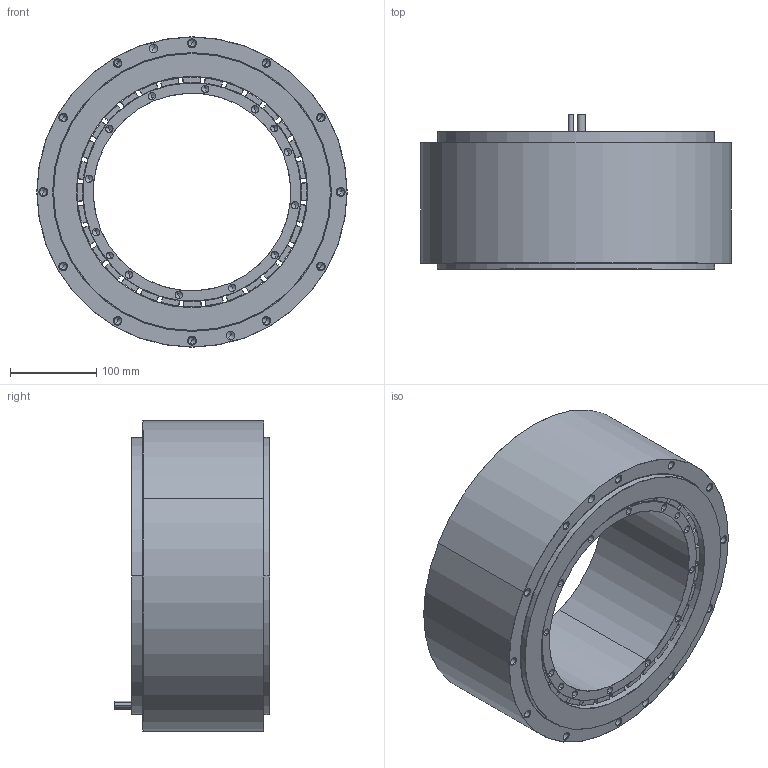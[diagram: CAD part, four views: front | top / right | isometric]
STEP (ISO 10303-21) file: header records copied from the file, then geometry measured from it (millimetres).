
FILE_DESCRIPTION (( 'STEP AP203' ), '1' );
FILE_NAME ('Íâ·¢model.STEP', '2024-03-07T03:29:10', ( '' ), ( '' ), 'SwSTEP 2.0', 'SolidWorks 2020', '' );
FILE_SCHEMA (( 'CONFIG_CONTROL_DESIGN' ));
Length unit declared in the file: millimetre
Products named in the file (7): 俋楷model;  迈为定制-磁钢1（不同半径圆弧）-140-P;  迈为定制-内转子-壳体-140-P;  迈为定制-内转子-配合-140-P;  迈为定制-外定子-灌胶-140-P;  迈为定制-外定子-外圈-140-P;  迈为定制-外圈铁芯-配合-140-P
Assembly tree (69 placements, depth 3):
  俋楷model
     迈为定制-外定子-灌胶-140-P
     迈为定制-外圈铁芯-配合-140-P
       迈为定制-外定子-外圈-140-P
     迈为定制-内转子-配合-140-P
       迈为定制-内转子-壳体-140-P
       迈为定制-磁钢1（不同半径圆弧）-140-P  x64
Bounding box: 360 x 180 x 360 mm (x, y, z)
Volume: 8663474.7 mm3; surface area: 1225100.1 mm2
Topology: 67 solids, 67 shells, 2211 faces, 4868 edges, 2485 vertices
Faces by surface type: cylinder 849, sphere 640, plane 268, torus 256, cone 198
Entity records: 12807 total; most frequent: DIRECTION 2092, CARTESIAN_POINT 1749, ORIENTED_EDGE 1558, AXIS2_PLACEMENT_3D 868, EDGE_CURVE 779, VERTEX_POINT 465, EDGE_LOOP 452, CIRCLE 410
